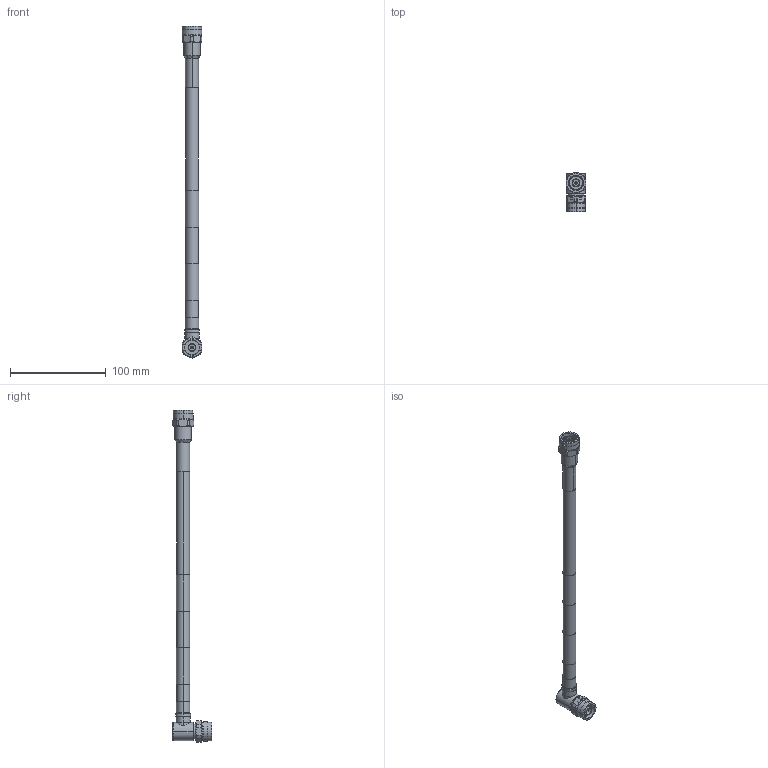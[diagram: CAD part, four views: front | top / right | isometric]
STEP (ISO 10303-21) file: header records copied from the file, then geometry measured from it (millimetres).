
FILE_DESCRIPTION (( 'STEP AP214' ), '1' );
FILE_NAME ('LCCA31025.step', '2022-10-04T19:15:48', ( '' ), ( '' ), 'SwSTEP 2.0', 'SolidWorks 2021', '' );
FILE_SCHEMA (( 'AUTOMOTIVE_DESIGN' ));
Length unit declared in the file: inch
Products named in the file (4): TC-500-NM-LP^LCCA31025_Heat Shrink; TC-500-NM-RA-LP-LC^LCCA31025; LCCA31025; SPO-500^LCCA31025_SPO-500
Assembly tree (3 placements, depth 2):
  LCCA31025
    SPO-500^LCCA31025_SPO-500
    TC-500-NM-LP^LCCA31025_Heat Shrink
    TC-500-NM-RA-LP-LC^LCCA31025
Bounding box: 20.92 x 41.11 x 347.65 mm (x, y, z)
Volume: 60674 mm3; surface area: 32146.7 mm2
Topology: 9 solids, 11 shells, 296 faces, 667 edges, 412 vertices
Faces by surface type: cylinder 134, cone 77, plane 72, bspline 7, torus 4, sphere 2
Entity records: 10180 total; most frequent: CARTESIAN_POINT 3156, DIRECTION 1502, ORIENTED_EDGE 1334, EDGE_CURVE 667, AXIS2_PLACEMENT_3D 622, VERTEX_POINT 412, EDGE_LOOP 331, CIRCLE 327
